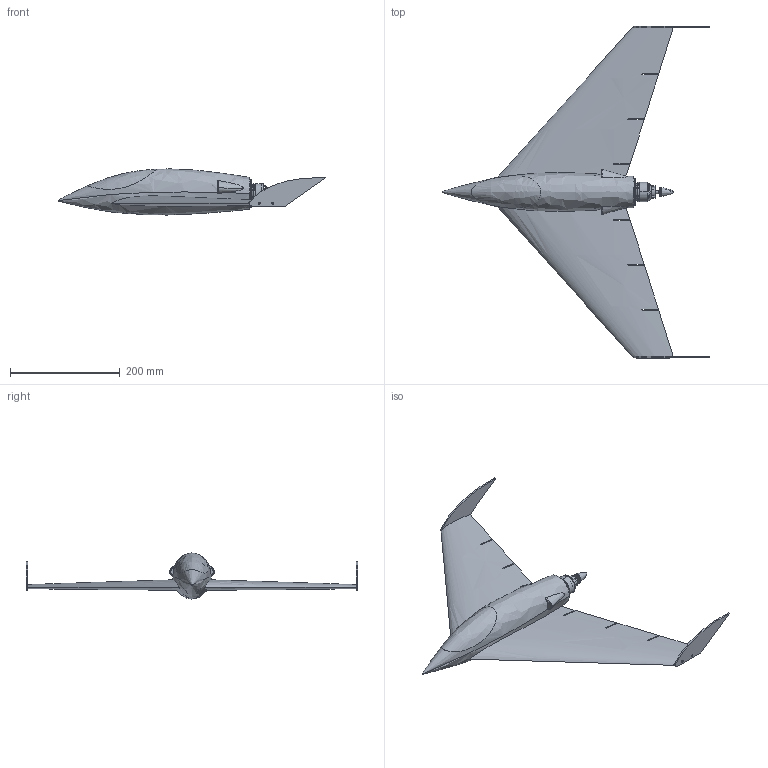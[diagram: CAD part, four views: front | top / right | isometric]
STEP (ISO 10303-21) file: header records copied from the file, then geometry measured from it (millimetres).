
FILE_DESCRIPTION((''),'2;1');
FILE_NAME('','2013-06-21T17:24:36',(''),(''),'','CADfix','');
FILE_SCHEMA(('AP203_CONFIGURATION_CONTROLLED_3D_DESIGN_OF_MECHANICAL_PARTS_AND_ASSEMBLIES_MIM_LF { 1 0 10303 403 2 1 4 }'));
Bounding box: 488.72 x 606 x 84.13 mm (x, y, z)
Volume: 1965564.8 mm3; surface area: 266348.3 mm2
Topology: 1 solids, 1 shells, 1656 faces, 3802 edges, 2164 vertices
Faces by surface type: plane 616, cylinder 416, bspline 372, cone 252
Entity records: 65383 total; most frequent: CARTESIAN_POINT 39726, ORIENTED_EDGE 7588, EDGE_CURVE 3794, DIRECTION 2422, VERTEX_POINT 2164, B_SPLINE_CURVE_WITH_KNOTS 1889, EDGE_LOOP 1718, FACE_OUTER_BOUND 1656
